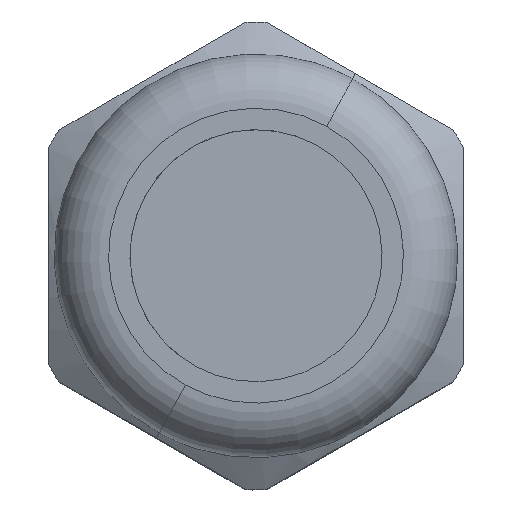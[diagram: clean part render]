
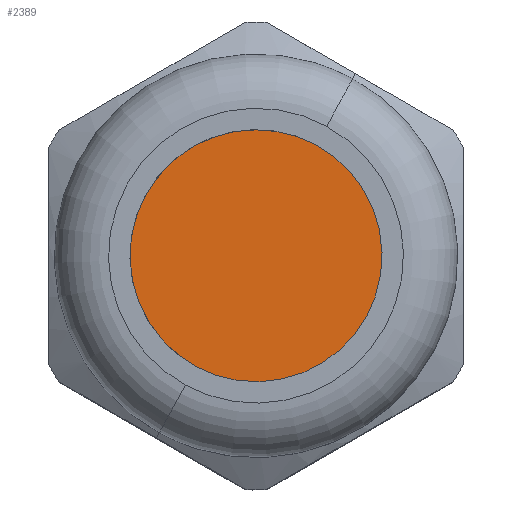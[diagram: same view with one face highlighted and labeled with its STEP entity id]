
A CAD part, top view. The second image highlights one B-rep face of the part: STEP entity #2389.
In plain terms, the highlighted planar face has unit normal (0, 0, 1).
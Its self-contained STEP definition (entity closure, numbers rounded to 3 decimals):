
#2301=AXIS2_PLACEMENT_3D('Circle Axis2P3D',#2299,#2300,$) ;
#2351=AXIS2_PLACEMENT_3D('Circle Axis2P3D',#2349,#2350,$) ;
#2383=AXIS2_PLACEMENT_3D('Plane Axis2P3D',#2380,#2381,#2382) ;
#2289=CARTESIAN_POINT('Vertex',(35.4,24.436,50.59)) ;
#2296=CARTESIAN_POINT('Vertex',(6.6,22.914,50.59)) ;
#2299=CARTESIAN_POINT('Axis2P3D Location',(21.,23.675,50.59)) ;
#2349=CARTESIAN_POINT('Axis2P3D Location',(21.,23.675,50.59)) ;
#2380=CARTESIAN_POINT('Axis2P3D Location',(21.,23.675,50.59)) ;
#2300=DIRECTION('Axis2P3D Direction',(0.,0.,1.)) ;
#2350=DIRECTION('Axis2P3D Direction',(0.,0.,1.)) ;
#2381=DIRECTION('Axis2P3D Direction',(0.,0.,1.)) ;
#2382=DIRECTION('Axis2P3D XDirection',(0.999,0.053,0.)) ;
#2386=ORIENTED_EDGE('',*,*,#2353,.T.) ;
#2387=ORIENTED_EDGE('',*,*,#2303,.T.) ;
#2389=ADVANCED_FACE('Koerper.2',(#2388),#2384,.T.) ;
#2302=CIRCLE('generated circle',#2301,14.42) ;
#2352=CIRCLE('generated circle',#2351,14.42) ;
#2303=EDGE_CURVE('',#2290,#2297,#2302,.T.) ;
#2353=EDGE_CURVE('',#2297,#2290,#2352,.T.) ;
#2385=EDGE_LOOP('',(#2386,#2387)) ;
#2388=FACE_OUTER_BOUND('',#2385,.T.) ;
#2384=PLANE('',#2383) ;
#2290=VERTEX_POINT('',#2289) ;
#2297=VERTEX_POINT('',#2296) ;
